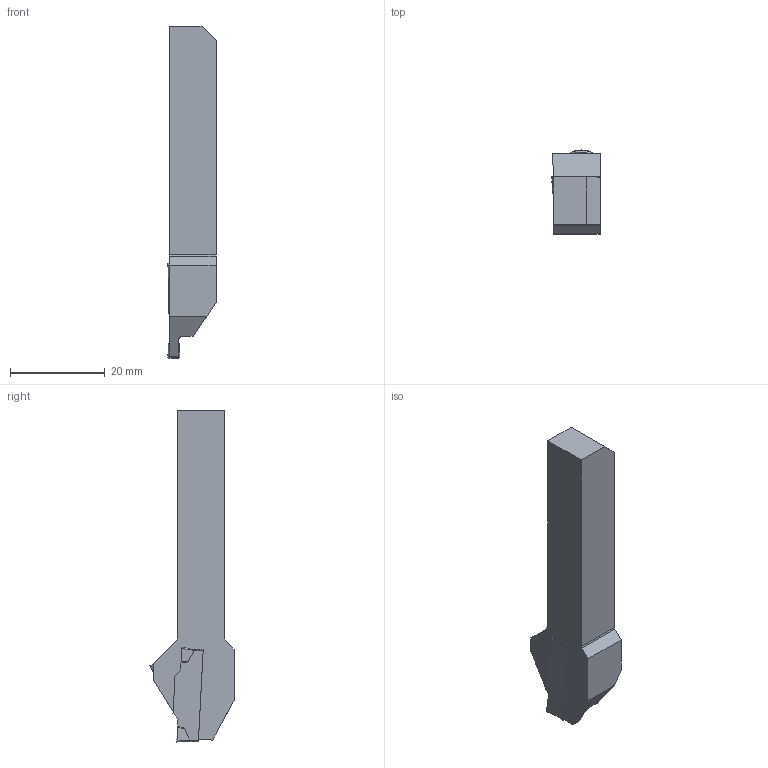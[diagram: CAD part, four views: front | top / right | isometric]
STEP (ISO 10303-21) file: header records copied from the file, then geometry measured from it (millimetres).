
FILE_DESCRIPTION(/* description */ (''),/* implementation_level */ '2;1');
FILE_NAME(/* name */ '1615636218119.stp',/* time_stamp */ '2021-03-13T17:20:45+06:00',/* author */ (''),/* organization */ ('SMS'),/* preprocessor_version */ 'ST-DEVELOPER v16.7',/* originating_system */ 'SIEMENS PLM Software NX 12.0',/* authorisation */ '');
FILE_SCHEMA (('AUTOMOTIVE_DESIGN { 1 0 10303 214 3 1 1 1 }'));
Length unit declared in the file: millimetre
Products named in the file (4): 201539461mod000_00; ASSEMBLY_CONSTRUCTION; 203380498mod000_00; 203380497mod000_00
Assembly tree (3 placements, depth 2):
  203380497mod000_00
    203380498mod000_00
    ASSEMBLY_CONSTRUCTION
    201539461mod000_00
Bounding box: 10.17 x 17.72 x 70 mm (x, y, z)
Volume: 6739.5 mm3; surface area: 3256.7 mm2
Topology: 2 solids, 2 shells, 98 faces, 270 edges, 184 vertices
Faces by surface type: plane 54, cylinder 29, cone 7, extrusion 6, torus 2
Entity records: 3670 total; most frequent: CARTESIAN_POINT 1059, ORIENTED_EDGE 534, DIRECTION 483, EDGE_CURVE 267, VERTEX_POINT 175, VECTOR 163, AXIS2_PLACEMENT_3D 160, LINE 157
